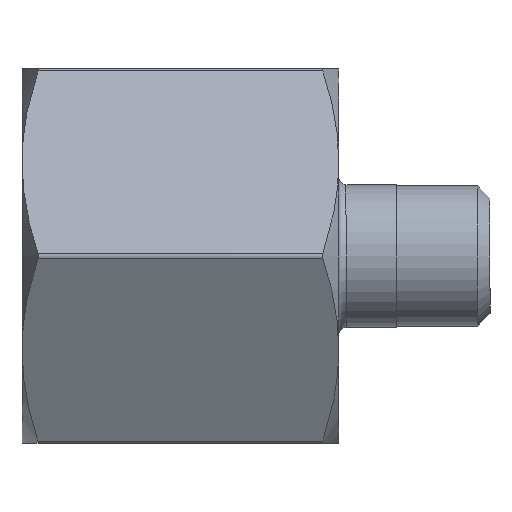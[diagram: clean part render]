
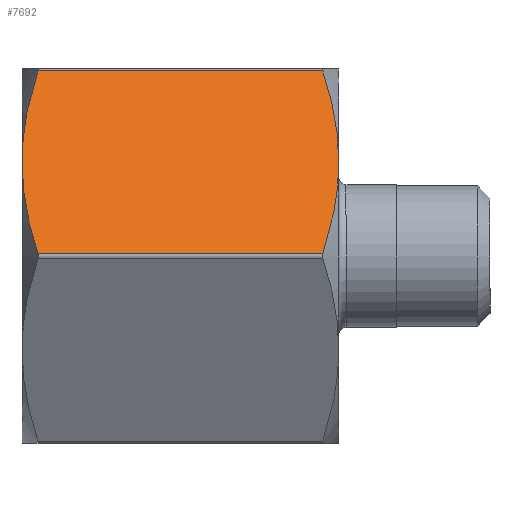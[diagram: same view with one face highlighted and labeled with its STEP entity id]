
A CAD part, front view. The second image highlights one B-rep face of the part: STEP entity #7692.
In plain terms, the highlighted planar face has unit normal (0, -0.866, 0.5).
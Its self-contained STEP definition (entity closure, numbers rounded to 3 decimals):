
#103 = EDGE_CURVE ( 'NONE', #9957, #9930, #3961, .T. ) ;
#107 = EDGE_CURVE ( 'NONE', #9930, #9987, #3972, .T. ) ;
#3931 =( BOUNDED_CURVE ( )  B_SPLINE_CURVE ( 2, ( #5373, #5376, #5369 ),
 .UNSPECIFIED., .F., .T. ) 
 B_SPLINE_CURVE_WITH_KNOTS ( ( 3, 3 ),
 ( 1.108, 1.897 ),
 .UNSPECIFIED. ) 
 CURVE ( )  GEOMETRIC_REPRESENTATION_ITEM ( )  RATIONAL_B_SPLINE_CURVE ( ( 1., 1.052, 1.03 ) ) 
 REPRESENTATION_ITEM ( '' )  );
#3942 =( BOUNDED_CURVE ( )  B_SPLINE_CURVE ( 2, ( #5405, #5422, #5420 ),
 .UNSPECIFIED., .F., .T. ) 
 B_SPLINE_CURVE_WITH_KNOTS ( ( 3, 3 ),
 ( 0.318, 1.108 ),
 .UNSPECIFIED. ) 
 CURVE ( )  GEOMETRIC_REPRESENTATION_ITEM ( )  RATIONAL_B_SPLINE_CURVE ( ( 1.03, 1.052, 1. ) ) 
 REPRESENTATION_ITEM ( '' )  );
#3961 =( BOUNDED_CURVE ( )  B_SPLINE_CURVE ( 2, ( #5124, #5128, #5150 ),
 .UNSPECIFIED., .F., .T. ) 
 B_SPLINE_CURVE_WITH_KNOTS ( ( 3, 3 ),
 ( 0.318, 1.108 ),
 .UNSPECIFIED. ) 
 CURVE ( )  GEOMETRIC_REPRESENTATION_ITEM ( )  RATIONAL_B_SPLINE_CURVE ( ( 1.03, 1.052, 1. ) ) 
 REPRESENTATION_ITEM ( '' )  );
#3972 =( BOUNDED_CURVE ( )  B_SPLINE_CURVE ( 2, ( #5130, #5146, #5134 ),
 .UNSPECIFIED., .F., .T. ) 
 B_SPLINE_CURVE_WITH_KNOTS ( ( 3, 3 ),
 ( 1.108, 1.897 ),
 .UNSPECIFIED. ) 
 CURVE ( )  GEOMETRIC_REPRESENTATION_ITEM ( )  RATIONAL_B_SPLINE_CURVE ( ( 1., 1.052, 1.03 ) ) 
 REPRESENTATION_ITEM ( '' )  );
#4892 = EDGE_LOOP ( 'NONE', ( #8899, #8837, #8945, #8846, #8876, #8864 ) ) ;
#5124 = CARTESIAN_POINT ( 'NONE',  ( 20.888, -14.925, 0.15 ) ) ;
#5128 = CARTESIAN_POINT ( 'NONE',  ( 22., -12.965, 3.544 ) ) ;
#5130 = CARTESIAN_POINT ( 'NONE',  ( 22., -11.258, 6.5 ) ) ;
#5134 = CARTESIAN_POINT ( 'NONE',  ( 20.888, -7.592, 12.85 ) ) ;
#5146 = CARTESIAN_POINT ( 'NONE',  ( 22., -9.552, 9.456 ) ) ;
#5150 = CARTESIAN_POINT ( 'NONE',  ( 22., -11.258, 6.5 ) ) ;
#5369 = CARTESIAN_POINT ( 'NONE',  ( 1.112, -14.925, 0.15 ) ) ;
#5373 = CARTESIAN_POINT ( 'NONE',  ( 0., -11.258, 6.5 ) ) ;
#5376 = CARTESIAN_POINT ( 'NONE',  ( 0., -12.965, 3.544 ) ) ;
#5388 = LINE ( 'NONE', #5403, #8361 ) ;
#5395 = LINE ( 'NONE', #5401, #8380 ) ;
#5401 = CARTESIAN_POINT ( 'NONE',  ( 11., -7.592, 12.85 ) ) ;
#5402 = DIRECTION ( 'NONE',  ( 1., 0., 0. ) ) ;
#5403 = CARTESIAN_POINT ( 'NONE',  ( 11., -14.925, 0.15 ) ) ;
#5404 = DIRECTION ( 'NONE',  ( -1., 0., 0. ) ) ;
#5405 = CARTESIAN_POINT ( 'NONE',  ( 1.112, -7.592, 12.85 ) ) ;
#5420 = CARTESIAN_POINT ( 'NONE',  ( 0., -11.258, 6.5 ) ) ;
#5422 = CARTESIAN_POINT ( 'NONE',  ( 0., -9.552, 9.456 ) ) ;
#5538 = CARTESIAN_POINT ( 'NONE',  ( 22., -11.258, 6.5 ) ) ;
#5615 = CARTESIAN_POINT ( 'NONE',  ( 20.888, -14.925, 0.15 ) ) ;
#5619 = CARTESIAN_POINT ( 'NONE',  ( 0., -11.258, 6.5 ) ) ;
#5621 = CARTESIAN_POINT ( 'NONE',  ( 1.112, -14.925, 0.15 ) ) ;
#5626 = CARTESIAN_POINT ( 'NONE',  ( 1.112, -7.592, 12.85 ) ) ;
#5640 = CARTESIAN_POINT ( 'NONE',  ( 20.888, -7.592, 12.85 ) ) ;
#6527 = FACE_OUTER_BOUND ( 'NONE', #4892, .T. ) ;
#6581 = DIRECTION ( 'NONE',  ( 0., -0.866, 0.5 ) ) ;
#6595 = CARTESIAN_POINT ( 'NONE',  ( 11., -15.011, 0. ) ) ;
#6605 = PLANE ( 'NONE',  #8098 ) ;
#6609 = DIRECTION ( 'NONE',  ( 0., 0.5, 0.866 ) ) ;
#7692 = ADVANCED_FACE ( 'NONE', ( #6527 ), #6605, .T. ) ;
#8098 = AXIS2_PLACEMENT_3D ( 'NONE', #6595, #6581, #6609 ) ;
#8361 = VECTOR ( 'NONE', #5404, 1000. ) ;
#8380 = VECTOR ( 'NONE', #5402, 1000. ) ;
#8759 = EDGE_CURVE ( 'NONE', #9965, #9979, #3931, .T. ) ;
#8765 = EDGE_CURVE ( 'NONE', #9957, #9979, #5388, .T. ) ;
#8766 = EDGE_CURVE ( 'NONE', #10007, #9987, #5395, .T. ) ;
#8769 = EDGE_CURVE ( 'NONE', #10007, #9965, #3942, .T. ) ;
#8837 = ORIENTED_EDGE ( 'NONE', *, *, #103, .T. ) ;
#8846 = ORIENTED_EDGE ( 'NONE', *, *, #8766, .F. ) ;
#8864 = ORIENTED_EDGE ( 'NONE', *, *, #8759, .T. ) ;
#8876 = ORIENTED_EDGE ( 'NONE', *, *, #8769, .T. ) ;
#8899 = ORIENTED_EDGE ( 'NONE', *, *, #8765, .F. ) ;
#8945 = ORIENTED_EDGE ( 'NONE', *, *, #107, .T. ) ;
#9930 = VERTEX_POINT ( 'NONE', #5538 ) ;
#9957 = VERTEX_POINT ( 'NONE', #5615 ) ;
#9965 = VERTEX_POINT ( 'NONE', #5619 ) ;
#9979 = VERTEX_POINT ( 'NONE', #5621 ) ;
#9987 = VERTEX_POINT ( 'NONE', #5640 ) ;
#10007 = VERTEX_POINT ( 'NONE', #5626 ) ;
